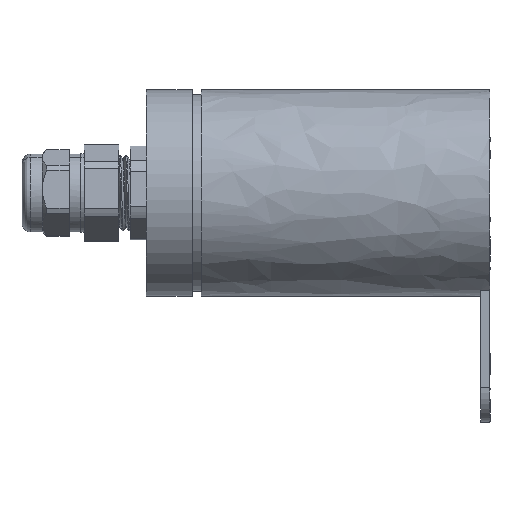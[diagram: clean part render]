
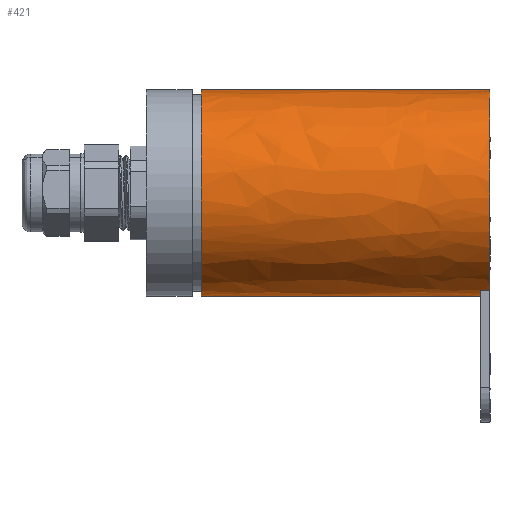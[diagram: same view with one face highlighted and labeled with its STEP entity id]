
A CAD part, front view. The second image highlights one B-rep face of the part: STEP entity #421.
In plain terms, the highlighted free-form (B-spline) face has degree [2, 1] with [5, 2] control points.
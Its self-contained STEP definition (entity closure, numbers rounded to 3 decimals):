
#160 = VERTEX_POINT('',#161);
#161 = CARTESIAN_POINT('',(64.162,0.,
    -19.776));
#167 = EDGE_CURVE('',#160,#168,#170,.T.);
#168 = VERTEX_POINT('',#169);
#169 = CARTESIAN_POINT('',(10.547,0.,
    -19.776));
#170 = B_SPLINE_CURVE_WITH_KNOTS('',1,(#171,#172),.UNSPECIFIED.,.F.,.F.,
  (2,2),(-73.,-12.),.PIECEWISE_BEZIER_KNOTS.);
#171 = CARTESIAN_POINT('',(64.162,0.,
    -19.776));
#172 = CARTESIAN_POINT('',(10.547,0.,
    -19.776));
#175 = VERTEX_POINT('',#176);
#176 = CARTESIAN_POINT('',(10.547,0.,19.776));
#184 = EDGE_CURVE('',#185,#175,#187,.T.);
#185 = VERTEX_POINT('',#186);
#186 = CARTESIAN_POINT('',(65.92,0.,19.776));
#187 = B_SPLINE_CURVE_WITH_KNOTS('',1,(#188,#189),.UNSPECIFIED.,.F.,.F.,
  (2,2),(-75.,-12.),.PIECEWISE_BEZIER_KNOTS.);
#188 = CARTESIAN_POINT('',(65.92,0.,19.776));
#189 = CARTESIAN_POINT('',(10.547,0.,19.776));
#409 = EDGE_CURVE('',#168,#175,#410,.T.);
#410 = ( BOUNDED_CURVE() B_SPLINE_CURVE(2,(#411,#412,#413,#414,#415),
.UNSPECIFIED.,.F.,.F.) B_SPLINE_CURVE_WITH_KNOTS((3,2,3),(3.142,
4.712,6.283),.PIECEWISE_BEZIER_KNOTS.) CURVE() 
GEOMETRIC_REPRESENTATION_ITEM() RATIONAL_B_SPLINE_CURVE((1.,
0.707,1.,0.707,1.)) REPRESENTATION_ITEM('') );
#411 = CARTESIAN_POINT('',(10.547,0.,
    -19.776));
#412 = CARTESIAN_POINT('',(10.547,-19.776,
    -19.776));
#413 = CARTESIAN_POINT('',(10.547,-19.776,
    0.));
#414 = CARTESIAN_POINT('',(10.547,-19.776,
    19.776));
#415 = CARTESIAN_POINT('',(10.547,0.,
    19.776));
#421 = ADVANCED_FACE('',(#422),#450,.T.);
#422 = FACE_BOUND('',#423,.T.);
#423 = EDGE_LOOP('',(#424,#425,#433,#440,#448,#449));
#424 = ORIENTED_EDGE('',*,*,#167,.F.);
#425 = ORIENTED_EDGE('',*,*,#426,.T.);
#426 = EDGE_CURVE('',#160,#427,#429,.T.);
#427 = VERTEX_POINT('',#428);
#428 = CARTESIAN_POINT('',(64.162,-6.592,
    -18.645));
#429 = ( BOUNDED_CURVE() B_SPLINE_CURVE(2,(#430,#431,#432),
.UNSPECIFIED.,.F.,.F.) B_SPLINE_CURVE_WITH_KNOTS((3,3),(0.,
0.34),.PIECEWISE_BEZIER_KNOTS.) CURVE() 
GEOMETRIC_REPRESENTATION_ITEM() RATIONAL_B_SPLINE_CURVE((1.,
0.986,1.)) REPRESENTATION_ITEM('') );
#430 = CARTESIAN_POINT('',(64.162,0.,-19.776));
#431 = CARTESIAN_POINT('',(64.162,-3.393,
    -19.776));
#432 = CARTESIAN_POINT('',(64.162,-6.592,
    -18.645));
#433 = ORIENTED_EDGE('',*,*,#434,.T.);
#434 = EDGE_CURVE('',#427,#435,#437,.T.);
#435 = VERTEX_POINT('',#436);
#436 = CARTESIAN_POINT('',(65.92,-6.592,
    -18.645));
#437 = B_SPLINE_CURVE_WITH_KNOTS('',1,(#438,#439),.UNSPECIFIED.,.F.,.F.,
  (2,2),(0.,2.),.PIECEWISE_BEZIER_KNOTS.);
#438 = CARTESIAN_POINT('',(64.162,-6.592,
    -18.645));
#439 = CARTESIAN_POINT('',(65.92,-6.592,
    -18.645));
#440 = ORIENTED_EDGE('',*,*,#441,.T.);
#441 = EDGE_CURVE('',#435,#185,#442,.T.);
#442 = ( BOUNDED_CURVE() B_SPLINE_CURVE(2,(#443,#444,#445,#446,#447),
.UNSPECIFIED.,.F.,.F.) B_SPLINE_CURVE_WITH_KNOTS((3,2,3),(3.481
,4.882,6.283),.PIECEWISE_BEZIER_KNOTS.) CURVE() 
GEOMETRIC_REPRESENTATION_ITEM() RATIONAL_B_SPLINE_CURVE((1.,
0.765,1.,0.765,1.)) REPRESENTATION_ITEM('') );
#443 = CARTESIAN_POINT('',(65.92,-6.592,
    -18.645));
#444 = CARTESIAN_POINT('',(65.92,-22.31,
    -13.088));
#445 = CARTESIAN_POINT('',(65.92,-19.491,
    3.344));
#446 = CARTESIAN_POINT('',(65.92,-16.672,
    19.776));
#447 = CARTESIAN_POINT('',(65.92,0.,
    19.776));
#448 = ORIENTED_EDGE('',*,*,#184,.T.);
#449 = ORIENTED_EDGE('',*,*,#409,.F.);
#450 = ( BOUNDED_SURFACE() B_SPLINE_SURFACE(2,1,(
    (#451,#452)
    ,(#453,#454)
    ,(#455,#456)
    ,(#457,#458)
,(#459,#460
    )),.UNSPECIFIED.,.F.,.F.,.F.) B_SPLINE_SURFACE_WITH_KNOTS((3,2,3),(2
    ,2),(3.142,4.712,6.283),(-75.,-12.),
.PIECEWISE_BEZIER_KNOTS.) GEOMETRIC_REPRESENTATION_ITEM() 
RATIONAL_B_SPLINE_SURFACE((
    (1.,1.)
    ,(0.707,0.707)
    ,(1.,1.)
    ,(0.707,0.707)
,(1.,1.))) REPRESENTATION_ITEM('') SURFACE() );
#451 = CARTESIAN_POINT('',(65.92,0.,
    -19.776));
#452 = CARTESIAN_POINT('',(10.547,0.,
    -19.776));
#453 = CARTESIAN_POINT('',(65.92,-19.776,
    -19.776));
#454 = CARTESIAN_POINT('',(10.547,-19.776,
    -19.776));
#455 = CARTESIAN_POINT('',(65.92,-19.776,
    0.));
#456 = CARTESIAN_POINT('',(10.547,-19.776,
    0.));
#457 = CARTESIAN_POINT('',(65.92,-19.776,
    19.776));
#458 = CARTESIAN_POINT('',(10.547,-19.776,
    19.776));
#459 = CARTESIAN_POINT('',(65.92,0.,
    19.776));
#460 = CARTESIAN_POINT('',(10.547,0.,
    19.776));
